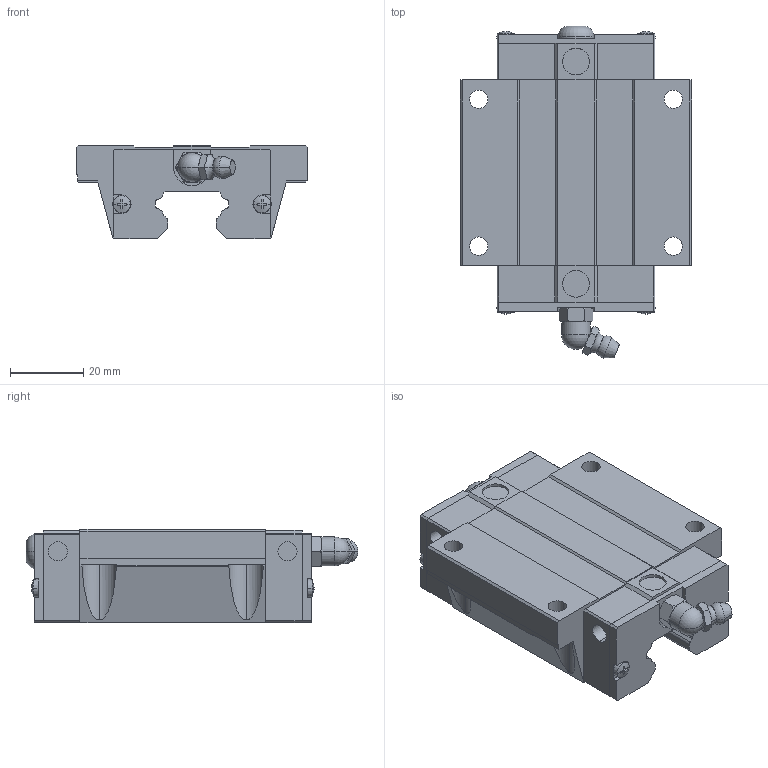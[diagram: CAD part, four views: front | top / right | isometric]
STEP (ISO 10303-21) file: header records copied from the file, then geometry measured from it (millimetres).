
FILE_DESCRIPTION(('STEP AP214'),'1');
FILE_NAME('cctmp_6CD9A83F-DA3C-48C7-9A5C-E7C07D0A60B2_2024_07_15_21_39_20_0554..stp','2024-07-15T19:39:20',('HIWIN GmbH'),('CADClick - www.CADClick.com'),'Spatial InterOp 3D',' ','unknown authorization');
FILE_SCHEMA(('AUTOMOTIVE_DESIGN'));
Length unit declared in the file: millimetre
Products named in the file (1): HGW20CCZ0C_FILE
Bounding box: 63 x 90.41 x 25.4 mm (x, y, z)
Volume: 76462.3 mm3; surface area: 18517.1 mm2
Topology: 1 solids, 5 shells, 364 faces, 987 edges, 641 vertices
Faces by surface type: plane 222, cylinder 84, cone 38, torus 18, sphere 2
Entity records: 14526 total; most frequent: CARTESIAN_POINT 2487, ORIENTED_EDGE 1970, DIRECTION 1848, EDGE_CURVE 985, VERTEX_POINT 641, LINE 628, VECTOR 628, AXIS2_PLACEMENT_3D 610
